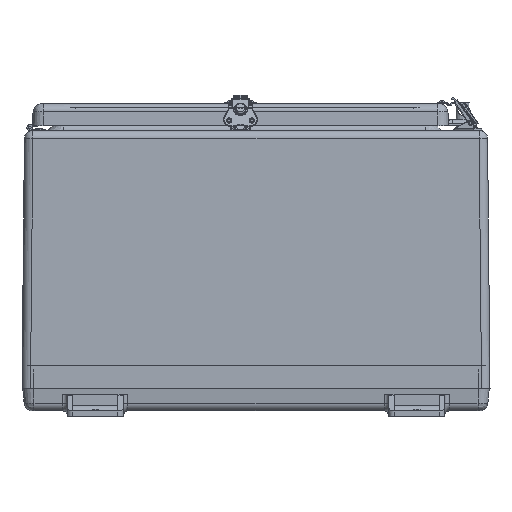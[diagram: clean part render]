
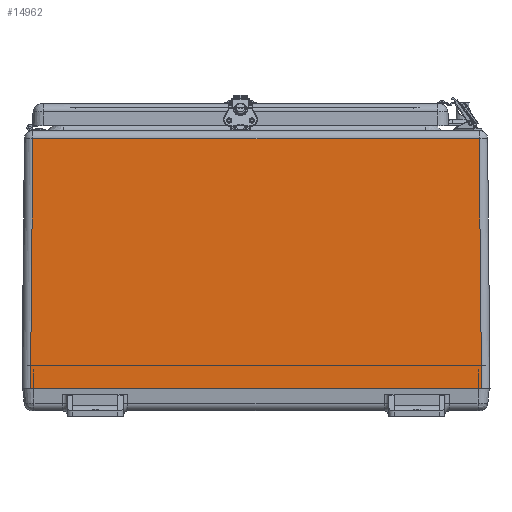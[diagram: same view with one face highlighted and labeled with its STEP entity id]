
A CAD part, front view. The second image highlights one B-rep face of the part: STEP entity #14962.
In plain terms, the highlighted planar face has unit normal (0, -1, 0.01).
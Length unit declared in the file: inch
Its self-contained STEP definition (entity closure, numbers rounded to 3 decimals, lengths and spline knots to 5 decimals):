
#2041=PLANE($,#15984);
#2482=FACE_OUTER_BOUND($,#3415,.T.);
#3415=EDGE_LOOP($,(#10984,#10985,#10986,#10987));
#4638=LINE($,#22859,#5826);
#4707=LINE($,#23421,#5895);
#4708=LINE($,#23424,#5896);
#4709=LINE($,#23425,#5897);
#5826=VECTOR($,#17761,19.78684);
#5895=VECTOR($,#18086,11.06714);
#5896=VECTOR($,#18089,20.00003);
#5897=VECTOR($,#18090,11.06714);
#7045=VERTEX_POINT($,#22856);
#7046=VERTEX_POINT($,#22858);
#7123=VERTEX_POINT($,#23419);
#7124=VERTEX_POINT($,#23423);
#8501=EDGE_CURVE($,#7045,#7046,#4638,.T.);
#8640=EDGE_CURVE($,#7123,#7045,#4707,.T.);
#8641=EDGE_CURVE($,#7123,#7124,#4708,.T.);
#8642=EDGE_CURVE($,#7046,#7124,#4709,.T.);
#10984=ORIENTED_EDGE($,*,*,#8501,.F.);
#10985=ORIENTED_EDGE($,*,*,#8640,.F.);
#10986=ORIENTED_EDGE($,*,*,#8641,.T.);
#10987=ORIENTED_EDGE($,*,*,#8642,.F.);
#14962=ADVANCED_FACE($,(#2482),#2041,.T.);
#15984=AXIS2_PLACEMENT_3D($,#23422,#18087,#18088);
#17761=DIRECTION($,(1.,0.,0.));
#18086=DIRECTION($,(0.01,0.01,1.));
#18087=DIRECTION('center_axis',(0.,-1.,0.01));
#18088=DIRECTION('ref_axis',(0.,-0.01,-1.));
#18089=DIRECTION($,(1.,0.,0.));
#18090=DIRECTION($,(0.01,-0.01,-1.));
#22856=CARTESIAN_POINT('',(-9.89342,-15.1434,11.06611));
#22858=CARTESIAN_POINT('',(9.89342,-15.1434,11.06611));
#22859=CARTESIAN_POINT($,(-9.89342,-15.1434,11.06611));
#23419=CARTESIAN_POINT('',(-10.00002,-15.25,0.));
#23421=CARTESIAN_POINT($,(-10.00002,-15.25,0.));
#23422=CARTESIAN_POINT('Origin',(-10.375,-15.25,0.));
#23423=CARTESIAN_POINT('',(10.00002,-15.25,0.));
#23424=CARTESIAN_POINT($,(-10.00002,-15.25,0.));
#23425=CARTESIAN_POINT($,(9.89342,-15.1434,11.06611));
